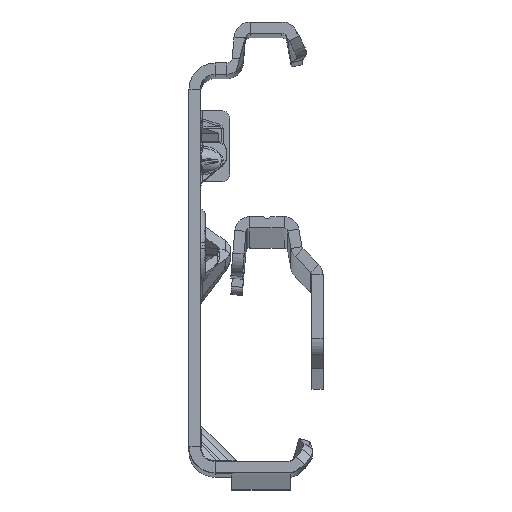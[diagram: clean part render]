
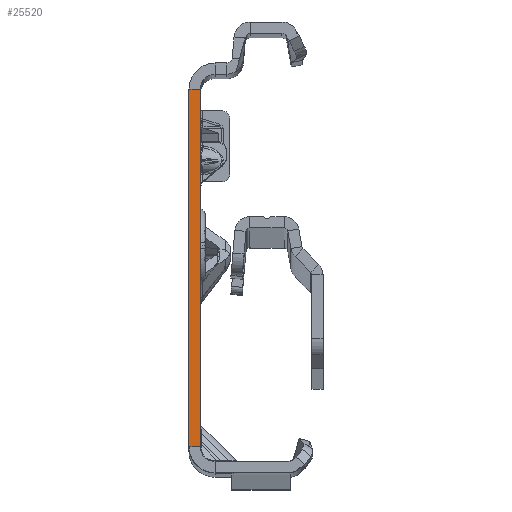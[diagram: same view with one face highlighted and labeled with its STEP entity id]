
A CAD part, top view. The second image highlights one B-rep face of the part: STEP entity #25520.
In plain terms, the highlighted planar face has unit normal (0, 0, 1).
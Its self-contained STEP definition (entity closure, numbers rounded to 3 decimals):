
#1017 = DIRECTION ( 'NONE',  ( 0., -1., 0. ) ) ;
#1051 = LINE ( 'NONE', #12954, #6431 ) ;
#1997 = DIRECTION ( 'NONE',  ( 1., 0., 0. ) ) ;
#2116 = CARTESIAN_POINT ( 'NONE',  ( -1.5, 22.135, 0. ) ) ;
#3439 = EDGE_LOOP ( 'NONE', ( #5821, #29764, #49862, #14933 ) ) ;
#3974 = CARTESIAN_POINT ( 'NONE',  ( 0., 22.135, 0. ) ) ;
#4909 = CARTESIAN_POINT ( 'NONE',  ( -1.5, -27.865, 0. ) ) ;
#5604 = CARTESIAN_POINT ( 'NONE',  ( -1.5, -27.865, 0. ) ) ;
#5821 = ORIENTED_EDGE ( 'NONE', *, *, #53315, .F. ) ;
#6261 = VECTOR ( 'NONE', #1017, 1000. ) ;
#6431 = VECTOR ( 'NONE', #41565, 1000. ) ;
#8938 = VERTEX_POINT ( 'NONE', #2116 ) ;
#12954 = CARTESIAN_POINT ( 'NONE',  ( 0., -25.865, 0. ) ) ;
#13398 = AXIS2_PLACEMENT_3D ( 'NONE', #5604, #43525, #1997 ) ;
#13633 = EDGE_CURVE ( 'NONE', #8938, #19232, #16567, .T. ) ;
#14933 = ORIENTED_EDGE ( 'NONE', *, *, #26599, .F. ) ;
#15176 = CARTESIAN_POINT ( 'NONE',  ( -1.5, -25.865, 0. ) ) ;
#16567 = LINE ( 'NONE', #4909, #6261 ) ;
#18890 = VERTEX_POINT ( 'NONE', #47656 ) ;
#19232 = VERTEX_POINT ( 'NONE', #15176 ) ;
#19789 = VERTEX_POINT ( 'NONE', #49310 ) ;
#23053 = VECTOR ( 'NONE', #25548, 1000. ) ;
#24704 = EDGE_CURVE ( 'NONE', #18890, #8938, #33596, .T. ) ;
#25520 = ADVANCED_FACE ( 'NONE', ( #39894 ), #35774, .T. ) ;
#25548 = DIRECTION ( 'NONE',  ( -1., 0., 0. ) ) ;
#26599 = EDGE_CURVE ( 'NONE', #19789, #19232, #1051, .T. ) ;
#28255 = VECTOR ( 'NONE', #42029, 1000. ) ;
#29764 = ORIENTED_EDGE ( 'NONE', *, *, #24704, .T. ) ;
#30113 = LINE ( 'NONE', #46182, #28255 ) ;
#33596 = LINE ( 'NONE', #3974, #23053 ) ;
#35774 = PLANE ( 'NONE',  #13398 ) ;
#39894 = FACE_OUTER_BOUND ( 'NONE', #3439, .T. ) ;
#41565 = DIRECTION ( 'NONE',  ( -1., 0., 0. ) ) ;
#42029 = DIRECTION ( 'NONE',  ( 0., -1., 0. ) ) ;
#43525 = DIRECTION ( 'NONE',  ( 0., 0., 1. ) ) ;
#46182 = CARTESIAN_POINT ( 'NONE',  ( 0., -27.865, 0. ) ) ;
#47656 = CARTESIAN_POINT ( 'NONE',  ( 0., 22.135, 0. ) ) ;
#49310 = CARTESIAN_POINT ( 'NONE',  ( 0., -25.865, 0. ) ) ;
#49862 = ORIENTED_EDGE ( 'NONE', *, *, #13633, .T. ) ;
#53315 = EDGE_CURVE ( 'NONE', #18890, #19789, #30113, .T. ) ;
